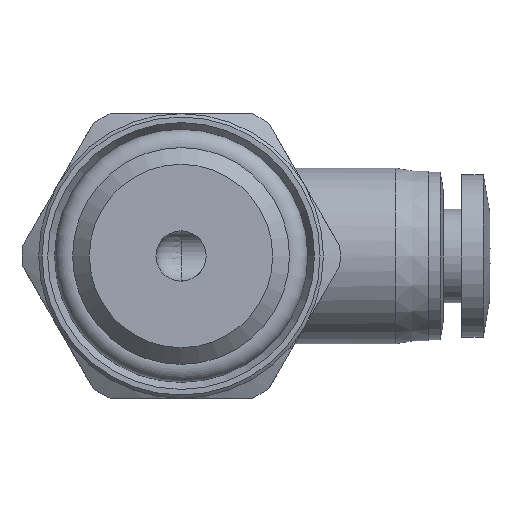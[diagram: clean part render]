
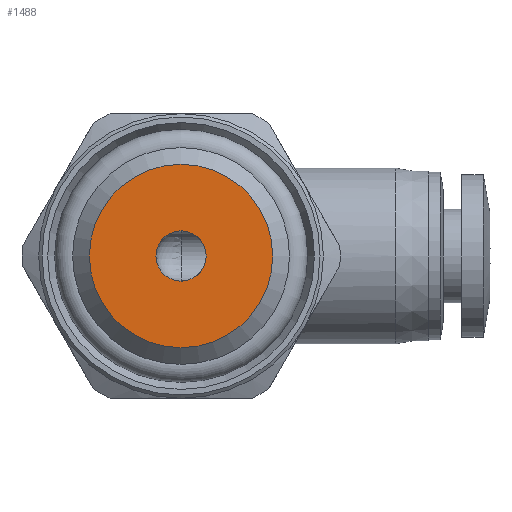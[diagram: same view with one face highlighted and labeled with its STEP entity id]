
A CAD part, front view. The second image highlights one B-rep face of the part: STEP entity #1488.
In plain terms, the highlighted planar face has unit normal (0, -1, 0).
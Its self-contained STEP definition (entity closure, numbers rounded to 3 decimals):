
#314=CARTESIAN_POINT('',(1.5,-12.,0.));
#315=VERTEX_POINT('',#314);
#316=CARTESIAN_POINT('',(0.0,-12.,0.0));
#317=DIRECTION('',(0.0,1.0,0.0));
#318=DIRECTION('',(-1.0,0.0,0.0));
#319=AXIS2_PLACEMENT_3D('',#316,#317,#318);
#320=CIRCLE('',#319,1.5);
#321=EDGE_CURVE('',#315,#315,#320,.T.);
#1469=CARTESIAN_POINT('',(-2.737,-12.,0.0));
#1470=DIRECTION('',(0.0,-1.0,0.0));
#1471=DIRECTION('',(0.0,0.0,-1.0));
#1472=AXIS2_PLACEMENT_3D('',#1469,#1470,#1471);
#1473=PLANE('',#1472);
#1474=CARTESIAN_POINT('',(-5.475,-12.,0.0));
#1475=VERTEX_POINT('',#1474);
#1476=CARTESIAN_POINT('',(0.0,-12.,0.0));
#1477=DIRECTION('',(0.0,1.0,0.0));
#1478=DIRECTION('',(-1.0,0.0,0.0));
#1479=AXIS2_PLACEMENT_3D('',#1476,#1477,#1478);
#1480=CIRCLE('',#1479,5.475);
#1481=EDGE_CURVE('',#1475,#1475,#1480,.T.);
#1482=ORIENTED_EDGE('',*,*,#1481,.F.);
#1483=EDGE_LOOP('',(#1482));
#1484=FACE_OUTER_BOUND('',#1483,.T.);
#1485=ORIENTED_EDGE('',*,*,#321,.T.);
#1486=EDGE_LOOP('',(#1485));
#1487=FACE_BOUND('',#1486,.T.);
#1488=ADVANCED_FACE('',(#1484,#1487),#1473,.T.);
